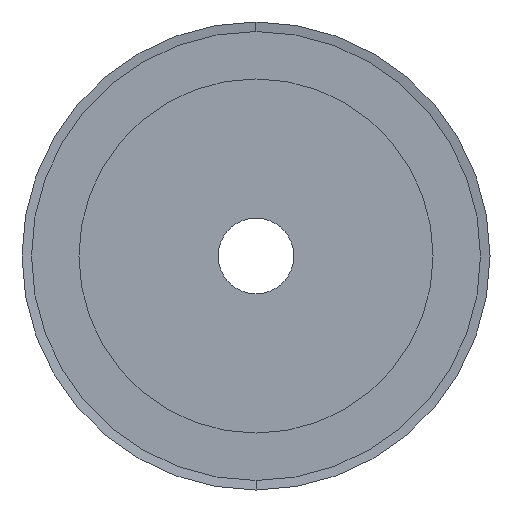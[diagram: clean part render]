
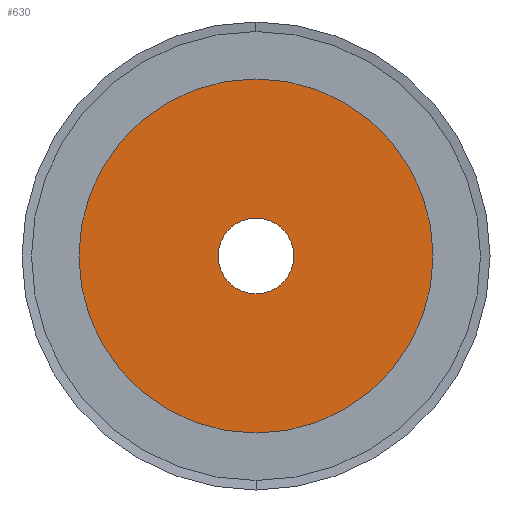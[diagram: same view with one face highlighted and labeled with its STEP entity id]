
A CAD part, left-side view. The second image highlights one B-rep face of the part: STEP entity #630.
In plain terms, the highlighted planar face has unit normal (-1, 0, 0).
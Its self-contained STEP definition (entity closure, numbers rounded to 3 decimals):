
#630=ADVANCED_FACE('',(#1260,#1261),#1262,.T.);
#1260=FACE_OUTER_BOUND('',#1884,.T.);
#1261=FACE_BOUND('',#1885,.T.);
#1262=PLANE('',#1886);
#1884=EDGE_LOOP('',(#3850,#3851));
#1885=EDGE_LOOP('',(#3852,#3853));
#1886=AXIS2_PLACEMENT_3D('',#3854,#3855,#3856);
#3850=ORIENTED_EDGE('',*,*,#3883,.F.);
#3851=ORIENTED_EDGE('',*,*,#4639,.F.);
#3852=ORIENTED_EDGE('',*,*,#3870,.T.);
#3853=ORIENTED_EDGE('',*,*,#4645,.T.);
#3854=CARTESIAN_POINT('',(-20.0,0.0,-12.5));
#3855=DIRECTION('',(-1.0,0.0,0.0));
#3856=DIRECTION('',(0.0,0.0,1.0));
#3870=EDGE_CURVE('',#4652,#4656,#4658,.T.);
#3883=EDGE_CURVE('',#4676,#4679,#4680,.T.);
#4639=EDGE_CURVE('',#4679,#4676,#5807,.T.);
#4645=EDGE_CURVE('',#4656,#4652,#5813,.T.);
#4652=VERTEX_POINT('',#5820);
#4656=VERTEX_POINT('',#5825);
#4658=CIRCLE('',#5828,6.0);
#4676=VERTEX_POINT('',#5850);
#4679=VERTEX_POINT('',#5854);
#4680=CIRCLE('',#5855,28.0);
#5807=CIRCLE('',#7259,28.0);
#5813=CIRCLE('',#7265,6.0);
#5820=CARTESIAN_POINT('',(-20.0,0.0,-6.0));
#5825=CARTESIAN_POINT('',(-20.0,0.,6.0));
#5828=AXIS2_PLACEMENT_3D('',#7275,#7276,#7277);
#5850=CARTESIAN_POINT('',(-20.0,0.0,-28.0));
#5854=CARTESIAN_POINT('',(-20.0,0.,28.0));
#5855=AXIS2_PLACEMENT_3D('',#7295,#7296,#7297);
#7259=AXIS2_PLACEMENT_3D('',#8430,#8431,#8432);
#7265=AXIS2_PLACEMENT_3D('',#8436,#8437,#8438);
#7275=CARTESIAN_POINT('',(-20.0,0.0,0.0));
#7276=DIRECTION('',(1.0,-0.0,0.0));
#7277=DIRECTION('',(0.0,0.0,-1.0));
#7295=CARTESIAN_POINT('',(-20.0,0.0,0.0));
#7296=DIRECTION('',(1.0,0.0,0.0));
#7297=DIRECTION('',(0.0,0.0,-1.0));
#8430=CARTESIAN_POINT('',(-20.0,0.0,0.0));
#8431=DIRECTION('',(1.0,0.0,0.0));
#8432=DIRECTION('',(0.0,0.0,-1.0));
#8436=CARTESIAN_POINT('',(-20.0,0.0,0.0));
#8437=DIRECTION('',(1.0,-0.0,0.0));
#8438=DIRECTION('',(0.0,0.0,-1.0));
